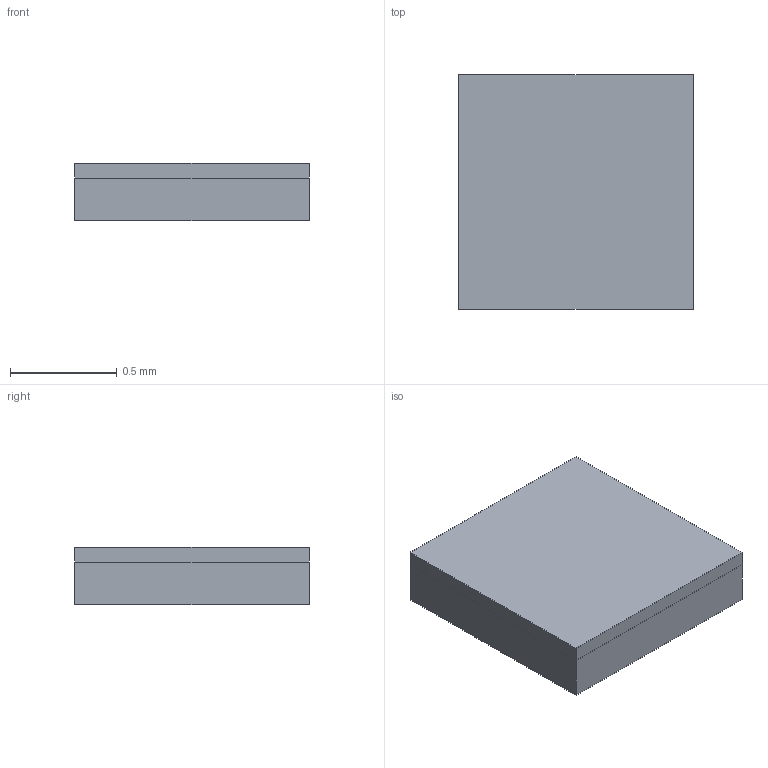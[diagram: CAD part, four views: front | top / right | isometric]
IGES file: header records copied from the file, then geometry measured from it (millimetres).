
Start section: SolidWorks IGES file using analytic representation for surfaces
Global section: file name: NFSWE11A_0.27_0.07.IGS; native system: SolidWorks 2016; preprocessor: SolidWorks 2016; author: j47068; date: 190618.170024; units: millimetre
Bounding box: 1.1 x 1.1 x 0.27 mm (x, y, z)
Surface area: 6 mm2 (no closed solid volume)
Topology: 0 solids, 0 shells, 26 faces, 120 edges, 120 vertices
Faces by surface type: bspline 26
